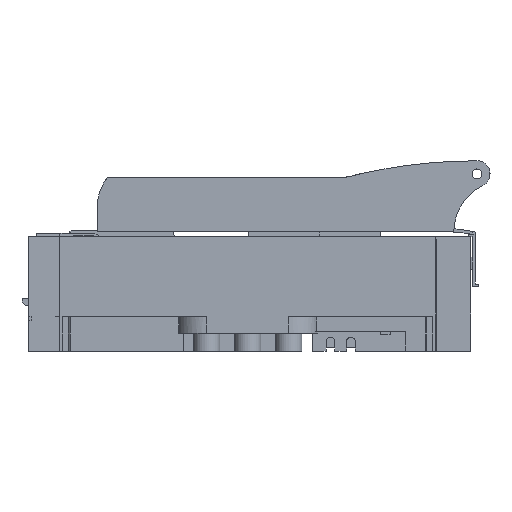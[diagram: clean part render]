
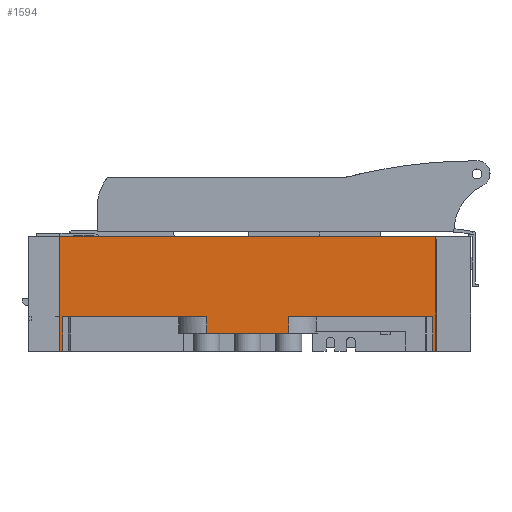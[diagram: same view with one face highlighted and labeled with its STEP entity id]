
A CAD part, front view. The second image highlights one B-rep face of the part: STEP entity #1594.
In plain terms, the highlighted planar face has unit normal (0, -1, 0).
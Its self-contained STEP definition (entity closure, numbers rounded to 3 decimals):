
#1510=AXIS2_PLACEMENT_3D('Plane Axis2P3D',#1507,#1508,#1509) ;
#344=CARTESIAN_POINT('Vertex',(-113.,-91.75,0.)) ;
#347=CARTESIAN_POINT('Line Origine',(-114.,-91.75,0.)) ;
#351=CARTESIAN_POINT('Vertex',(-115.,-91.75,0.)) ;
#1488=CARTESIAN_POINT('Line Origine',(-113.,-91.75,10.5)) ;
#1492=CARTESIAN_POINT('Vertex',(-113.,-91.75,21.)) ;
#1507=CARTESIAN_POINT('Axis2P3D Location',(0.,-91.75,0.)) ;
#1512=CARTESIAN_POINT('Line Origine',(-69.,-91.75,21.)) ;
#1516=CARTESIAN_POINT('Vertex',(-25.,-91.75,21.)) ;
#1519=CARTESIAN_POINT('Line Origine',(-25.,-91.75,16.)) ;
#1523=CARTESIAN_POINT('Vertex',(-25.,-91.75,11.)) ;
#1526=CARTESIAN_POINT('Line Origine',(0.,-91.75,11.)) ;
#1530=CARTESIAN_POINT('Vertex',(25.,-91.75,11.)) ;
#1533=CARTESIAN_POINT('Line Origine',(25.,-91.75,16.)) ;
#1537=CARTESIAN_POINT('Vertex',(25.,-91.75,21.)) ;
#1540=CARTESIAN_POINT('Line Origine',(69.,-91.75,21.)) ;
#1544=CARTESIAN_POINT('Vertex',(113.,-91.75,21.)) ;
#1547=CARTESIAN_POINT('Line Origine',(113.,-91.75,10.5)) ;
#1551=CARTESIAN_POINT('Vertex',(113.,-91.75,0.)) ;
#1554=CARTESIAN_POINT('Line Origine',(114.,-91.75,0.)) ;
#1558=CARTESIAN_POINT('Vertex',(115.,-91.75,0.)) ;
#1561=CARTESIAN_POINT('Line Origine',(115.,-91.75,35.)) ;
#1565=CARTESIAN_POINT('Vertex',(115.,-91.75,70.)) ;
#1568=CARTESIAN_POINT('Line Origine',(0.,-91.75,70.)) ;
#1572=CARTESIAN_POINT('Vertex',(-115.,-91.75,70.)) ;
#1575=CARTESIAN_POINT('Line Origine',(-115.,-91.75,35.)) ;
#348=DIRECTION('Vector Direction',(1.,0.,0.)) ;
#1489=DIRECTION('Vector Direction',(0.,0.,1.)) ;
#1508=DIRECTION('Axis2P3D Direction',(0.,1.,0.)) ;
#1509=DIRECTION('Axis2P3D XDirection',(0.,0.,1.)) ;
#1513=DIRECTION('Vector Direction',(1.,0.,0.)) ;
#1520=DIRECTION('Vector Direction',(0.,0.,1.)) ;
#1527=DIRECTION('Vector Direction',(-1.,0.,0.)) ;
#1534=DIRECTION('Vector Direction',(0.,0.,1.)) ;
#1541=DIRECTION('Vector Direction',(1.,0.,0.)) ;
#1548=DIRECTION('Vector Direction',(0.,0.,1.)) ;
#1555=DIRECTION('Vector Direction',(1.,0.,0.)) ;
#1562=DIRECTION('Vector Direction',(0.,0.,1.)) ;
#1569=DIRECTION('Vector Direction',(1.,0.,0.)) ;
#1576=DIRECTION('Vector Direction',(0.,0.,1.)) ;
#349=VECTOR('Line Direction',#348,1.) ;
#1490=VECTOR('Line Direction',#1489,1.) ;
#1514=VECTOR('Line Direction',#1513,1.) ;
#1521=VECTOR('Line Direction',#1520,1.) ;
#1528=VECTOR('Line Direction',#1527,1.) ;
#1535=VECTOR('Line Direction',#1534,1.) ;
#1542=VECTOR('Line Direction',#1541,1.) ;
#1549=VECTOR('Line Direction',#1548,1.) ;
#1556=VECTOR('Line Direction',#1555,1.) ;
#1563=VECTOR('Line Direction',#1562,1.) ;
#1570=VECTOR('Line Direction',#1569,1.) ;
#1577=VECTOR('Line Direction',#1576,1.) ;
#1581=ORIENTED_EDGE('',*,*,#1494,.T.) ;
#1582=ORIENTED_EDGE('',*,*,#1518,.F.) ;
#1583=ORIENTED_EDGE('',*,*,#1525,.F.) ;
#1584=ORIENTED_EDGE('',*,*,#1532,.F.) ;
#1585=ORIENTED_EDGE('',*,*,#1539,.T.) ;
#1586=ORIENTED_EDGE('',*,*,#1546,.F.) ;
#1587=ORIENTED_EDGE('',*,*,#1553,.F.) ;
#1588=ORIENTED_EDGE('',*,*,#1560,.T.) ;
#1589=ORIENTED_EDGE('',*,*,#1567,.T.) ;
#1590=ORIENTED_EDGE('',*,*,#1574,.F.) ;
#1591=ORIENTED_EDGE('',*,*,#1579,.F.) ;
#1592=ORIENTED_EDGE('',*,*,#353,.T.) ;
#1594=ADVANCED_FACE('Hauptkoerper nicht benutzen',(#1593),#1511,.F.) ;
#353=EDGE_CURVE('',#352,#345,#350,.T.) ;
#1494=EDGE_CURVE('',#345,#1493,#1491,.T.) ;
#1518=EDGE_CURVE('',#1517,#1493,#1515,.F.) ;
#1525=EDGE_CURVE('',#1524,#1517,#1522,.T.) ;
#1532=EDGE_CURVE('',#1531,#1524,#1529,.T.) ;
#1539=EDGE_CURVE('',#1531,#1538,#1536,.T.) ;
#1546=EDGE_CURVE('',#1545,#1538,#1543,.F.) ;
#1553=EDGE_CURVE('',#1552,#1545,#1550,.T.) ;
#1560=EDGE_CURVE('',#1552,#1559,#1557,.T.) ;
#1567=EDGE_CURVE('',#1559,#1566,#1564,.T.) ;
#1574=EDGE_CURVE('',#1573,#1566,#1571,.T.) ;
#1579=EDGE_CURVE('',#352,#1573,#1578,.T.) ;
#1580=EDGE_LOOP('',(#1581,#1582,#1583,#1584,#1585,#1586,#1587,#1588,#1589,#1590,#1591,#1592)) ;
#1593=FACE_OUTER_BOUND('',#1580,.T.) ;
#350=LINE('Line',#347,#349) ;
#1491=LINE('Line',#1488,#1490) ;
#1515=LINE('Line',#1512,#1514) ;
#1522=LINE('Line',#1519,#1521) ;
#1529=LINE('Line',#1526,#1528) ;
#1536=LINE('Line',#1533,#1535) ;
#1543=LINE('Line',#1540,#1542) ;
#1550=LINE('Line',#1547,#1549) ;
#1557=LINE('Line',#1554,#1556) ;
#1564=LINE('Line',#1561,#1563) ;
#1571=LINE('Line',#1568,#1570) ;
#1578=LINE('Line',#1575,#1577) ;
#1511=PLANE('Plane',#1510) ;
#345=VERTEX_POINT('',#344) ;
#352=VERTEX_POINT('',#351) ;
#1493=VERTEX_POINT('',#1492) ;
#1517=VERTEX_POINT('',#1516) ;
#1524=VERTEX_POINT('',#1523) ;
#1531=VERTEX_POINT('',#1530) ;
#1538=VERTEX_POINT('',#1537) ;
#1545=VERTEX_POINT('',#1544) ;
#1552=VERTEX_POINT('',#1551) ;
#1559=VERTEX_POINT('',#1558) ;
#1566=VERTEX_POINT('',#1565) ;
#1573=VERTEX_POINT('',#1572) ;
